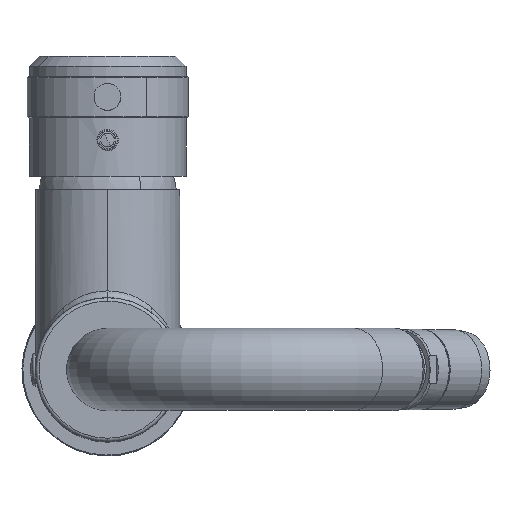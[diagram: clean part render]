
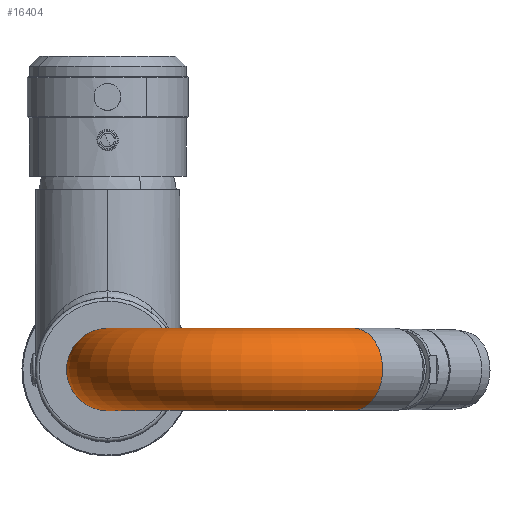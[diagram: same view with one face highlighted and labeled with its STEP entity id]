
A CAD part, top view. The second image highlights one B-rep face of the part: STEP entity #16404.
In plain terms, the highlighted toroidal (fillet/blend) face has major radius 42 mm and minor radius 12 mm.
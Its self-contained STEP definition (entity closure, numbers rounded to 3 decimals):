
#16283=CARTESIAN_POINT('Vertex',(71.698,-12.,89.702)) ;
#16292=CARTESIAN_POINT('Vertex',(71.698,12.,89.702)) ;
#16314=CARTESIAN_POINT('Axis2P3D Location',(42.,0.,60.003)) ;
#16323=CARTESIAN_POINT('Vertex',(0.,-12.,60.003)) ;
#16325=CARTESIAN_POINT('Vertex',(0.,12.,60.003)) ;
#16328=CARTESIAN_POINT('Axis2P3D Location',(42.,12.,60.003)) ;
#16333=CARTESIAN_POINT('Axis2P3D Location',(42.,-12.,60.003)) ;
#16376=CARTESIAN_POINT('Axis2P3D Location',(71.698,0.,89.702)) ;
#16393=CARTESIAN_POINT('Axis2P3D Location',(0.,0.,60.003)) ;
#16315=DIRECTION('Axis2P3D Direction',(0.,-1.,0.)) ;
#16316=DIRECTION('Axis2P3D XDirection',(0.707,0.,0.707)) ;
#16329=DIRECTION('Axis2P3D Direction',(0.,-1.,0.)) ;
#16334=DIRECTION('Axis2P3D Direction',(0.,-1.,0.)) ;
#16377=DIRECTION('Axis2P3D Direction',(0.707,0.,-0.707)) ;
#16394=DIRECTION('Axis2P3D Direction',(0.,0.,1.)) ;
#16317=AXIS2_PLACEMENT_3D('Torus Axis2P3D',#16314,#16315,#16316) ;
#16330=AXIS2_PLACEMENT_3D('Circle Axis2P3D',#16328,#16329,$) ;
#16335=AXIS2_PLACEMENT_3D('Circle Axis2P3D',#16333,#16334,$) ;
#16378=AXIS2_PLACEMENT_3D('Circle Axis2P3D',#16376,#16377,$) ;
#16395=AXIS2_PLACEMENT_3D('Circle Axis2P3D',#16393,#16394,$) ;
#16331=CIRCLE('generated circle',#16330,42.) ;
#16336=CIRCLE('generated circle',#16335,42.) ;
#16379=CIRCLE('generated circle',#16378,12.) ;
#16396=CIRCLE('generated circle',#16395,12.) ;
#16318=TOROIDAL_SURFACE('homeo Torus',#16317,42.,12.) ;
#16332=EDGE_CURVE('',#16293,#16326,#16331,.T.) ;
#16337=EDGE_CURVE('',#16284,#16324,#16336,.T.) ;
#16380=EDGE_CURVE('',#16293,#16284,#16379,.T.) ;
#16397=EDGE_CURVE('',#16326,#16324,#16396,.T.) ;
#16399=ORIENTED_EDGE('',*,*,#16397,.T.) ;
#16400=ORIENTED_EDGE('',*,*,#16337,.F.) ;
#16401=ORIENTED_EDGE('',*,*,#16380,.F.) ;
#16402=ORIENTED_EDGE('',*,*,#16332,.T.) ;
#16398=EDGE_LOOP('',(#16399,#16400,#16401,#16402)) ;
#16284=VERTEX_POINT('',#16283) ;
#16293=VERTEX_POINT('',#16292) ;
#16324=VERTEX_POINT('',#16323) ;
#16326=VERTEX_POINT('',#16325) ;
#16404=ADVANCED_FACE('P42193.1\\PartBody',(#16403),#16318,.T.) ;
#16403=FACE_OUTER_BOUND('',#16398,.T.) ;
